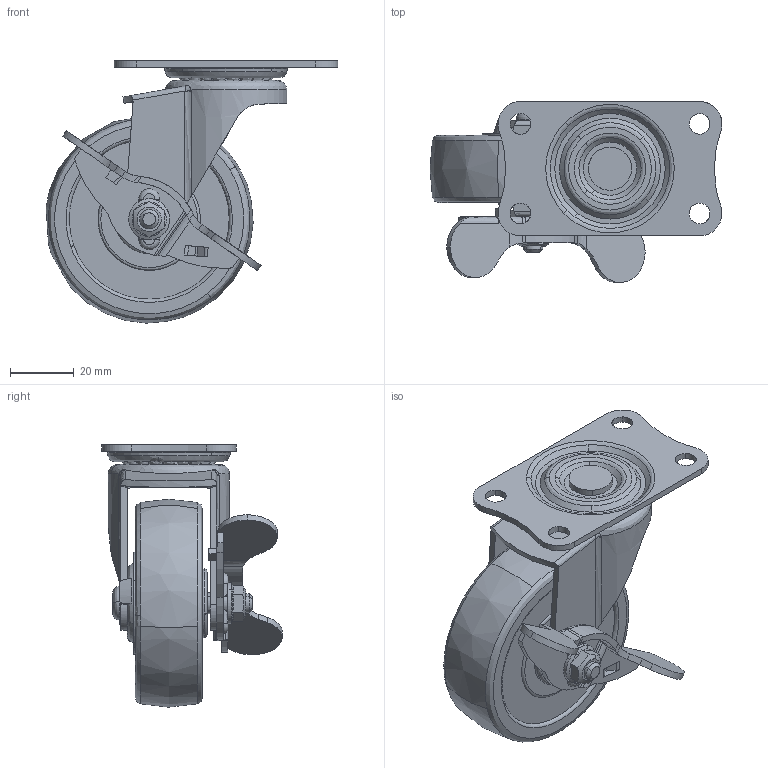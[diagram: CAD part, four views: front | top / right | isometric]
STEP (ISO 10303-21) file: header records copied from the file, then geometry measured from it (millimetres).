
FILE_DESCRIPTION((''),'2;1');
FILE_NAME('','2006-01-18T13:41:50',(''),(''),'','CADfix','');
FILE_SCHEMA(('AUTOMOTIVE_DESIGN'));
Length unit declared in the file: millimetre
Products named in the file (7): lever; wheel; mounting plate; main shaft; body; axle; No_415_E_R65_3_12855_36
Assembly tree (6 placements, depth 2):
  No_415_E_R65_3_12855_36
    lever
    wheel
    mounting plate
    main shaft
    body
    axle
Bounding box: 91.24 x 56.49 x 81.99 mm (x, y, z)
Volume: 90580.4 mm3; surface area: 34193.4 mm2
Topology: 6 solids, 6 shells, 369 faces, 1315 edges, 992 vertices
Faces by surface type: bspline 369
Entity records: 24981 total; most frequent: CARTESIAN_POINT 17044, ORIENTED_EDGE 2626, EDGE_CURVE 1313, VERTEX_POINT 992, B_SPLINE_CURVE_WITH_KNOTS 936, EDGE_LOOP 505, QUASI_UNIFORM_CURVE 373, FACE_OUTER_BOUND 368
